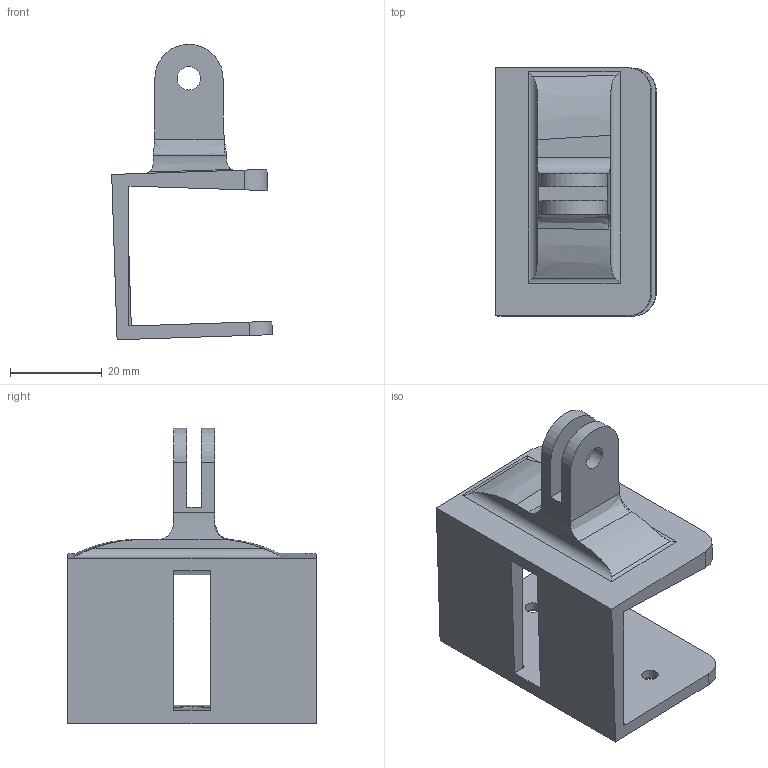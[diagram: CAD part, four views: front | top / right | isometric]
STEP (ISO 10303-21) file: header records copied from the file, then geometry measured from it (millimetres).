
FILE_DESCRIPTION(/* description */ (''),/* implementation_level */ '2;1');
FILE_NAME(/* name */ 'ZED2_Mount_to_M100_Lower_Part.step',/* time_stamp */ '2021-05-31T09:45:45+03:00',/* author */ (''),/* organization */ (''),/* preprocessor_version */ 'ST-DEVELOPER v18.1',/* originating_system */ 'Autodesk Translation Framework v10.6.0.1341',/* authorisation */ '');
FILE_SCHEMA (('AUTOMOTIVE_DESIGN { 1 0 10303 214 3 1 1 }'));
Length unit declared in the file: millimetre
Products named in the file (1): M100_Airframe_CAD_Gopro mount Drone_ZED_SIDE
Bounding box: 34.97 x 54 x 64.32 mm (x, y, z)
Volume: 20165.6 mm3; surface area: 12863 mm2
Topology: 1 solids, 1 shells, 73 faces, 207 edges, 136 vertices
Faces by surface type: plane 47, cylinder 17, bspline 7, cone 2
Full cylindrical faces by diameter (mm): 3.529 x2, 5.08 x2
Entity records: 2651 total; most frequent: CARTESIAN_POINT 727, ORIENTED_EDGE 414, DIRECTION 352, EDGE_CURVE 207, LINE 144, VECTOR 144, VERTEX_POINT 136, AXIS2_PLACEMENT_3D 104
